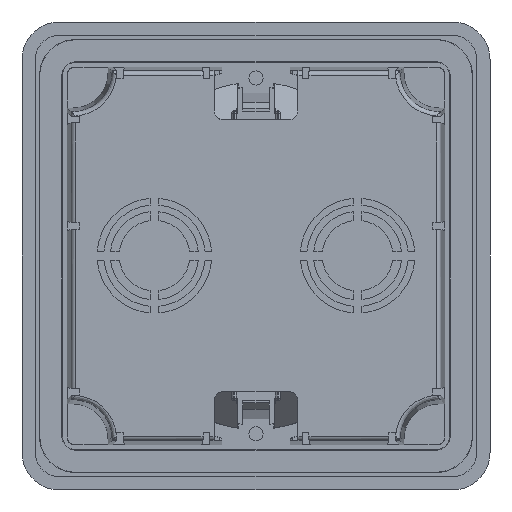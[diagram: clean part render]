
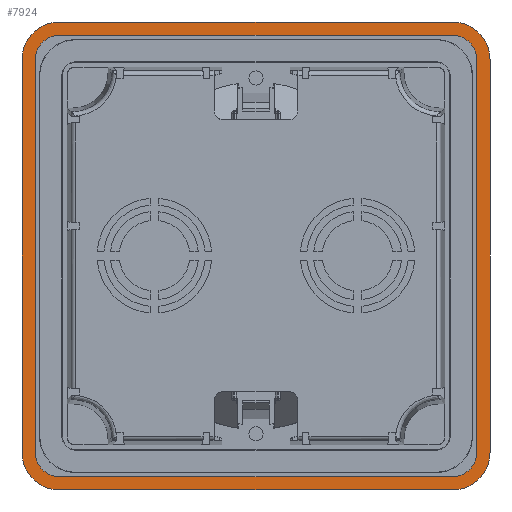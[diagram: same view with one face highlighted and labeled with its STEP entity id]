
A CAD part, top view. The second image highlights one B-rep face of the part: STEP entity #7924.
In plain terms, the highlighted planar face has unit normal (0, 0, 1).
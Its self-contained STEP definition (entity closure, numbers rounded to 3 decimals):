
#452 = EDGE_CURVE ( 'NONE', #8421, #2178, #5139, .T. ) ;
#709 = DIRECTION ( 'NONE',  ( 0., 0., -1. ) ) ;
#900 = ORIENTED_EDGE ( 'NONE', *, *, #452, .F. ) ;
#944 = ORIENTED_EDGE ( 'NONE', *, *, #16425, .T. ) ;
#1254 = EDGE_CURVE ( 'NONE', #2413, #1818, #5584, .T. ) ;
#1275 = VERTEX_POINT ( 'NONE', #14020 ) ;
#1315 = LINE ( 'NONE', #17892, #16790 ) ;
#1362 = VECTOR ( 'NONE', #10371, 1000. ) ;
#1642 = EDGE_CURVE ( 'NONE', #12795, #18297, #14206, .T. ) ;
#1744 = VECTOR ( 'NONE', #15259, 1000. ) ;
#1815 = CARTESIAN_POINT ( 'NONE',  ( 44.5, 50., 1.5 ) ) ;
#1818 = VERTEX_POINT ( 'NONE', #7316 ) ;
#1869 = ORIENTED_EDGE ( 'NONE', *, *, #8892, .T. ) ;
#1909 = LINE ( 'NONE', #5023, #14388 ) ;
#2150 = ORIENTED_EDGE ( 'NONE', *, *, #9080, .F. ) ;
#2178 = VERTEX_POINT ( 'NONE', #9378 ) ;
#2413 = VERTEX_POINT ( 'NONE', #10422 ) ;
#2449 = AXIS2_PLACEMENT_3D ( 'NONE', #19116, #8203, #20715 ) ;
#2672 = VERTEX_POINT ( 'NONE', #7007 ) ;
#2738 = VERTEX_POINT ( 'NONE', #3908 ) ;
#2860 = EDGE_CURVE ( 'NONE', #14494, #2738, #18012, .T. ) ;
#3226 = EDGE_CURVE ( 'NONE', #18548, #12714, #4722, .T. ) ;
#3763 = ORIENTED_EDGE ( 'NONE', *, *, #19926, .F. ) ;
#3768 = DIRECTION ( 'NONE',  ( 0., 1., 0. ) ) ;
#3859 = ORIENTED_EDGE ( 'NONE', *, *, #1642, .F. ) ;
#3908 = CARTESIAN_POINT ( 'NONE',  ( 50., 44.5, 1.5 ) ) ;
#4060 = DIRECTION ( 'NONE',  ( 1., 0., 0. ) ) ;
#4159 = AXIS2_PLACEMENT_3D ( 'NONE', #4579, #6287, #9562 ) ;
#4561 = DIRECTION ( 'NONE',  ( 1., 0., 0. ) ) ;
#4579 = CARTESIAN_POINT ( 'NONE',  ( 44.5, 44.5, 1.5 ) ) ;
#4627 = DIRECTION ( 'NONE',  ( 1., 0., 0. ) ) ;
#4721 = CARTESIAN_POINT ( 'NONE',  ( -44.5, -44.5, 1.5 ) ) ;
#4722 = CIRCLE ( 'NONE', #17688, 5.5 ) ;
#5023 = CARTESIAN_POINT ( 'NONE',  ( 50., 44.5, 1.5 ) ) ;
#5139 = LINE ( 'NONE', #18164, #1744 ) ;
#5174 = CIRCLE ( 'NONE', #19832, 8.5 ) ;
#5225 = CARTESIAN_POINT ( 'NONE',  ( -44.5, 44.5, 1.5 ) ) ;
#5337 = ORIENTED_EDGE ( 'NONE', *, *, #1254, .T. ) ;
#5371 = CARTESIAN_POINT ( 'NONE',  ( -44.5, -50., 1.5 ) ) ;
#5584 = LINE ( 'NONE', #5371, #1362 ) ;
#5886 = CIRCLE ( 'NONE', #2449, 5.5 ) ;
#6287 = DIRECTION ( 'NONE',  ( 0., 0., -1. ) ) ;
#6308 = LINE ( 'NONE', #12805, #20867 ) ;
#6326 = VERTEX_POINT ( 'NONE', #12502 ) ;
#6399 = FACE_OUTER_BOUND ( 'NONE', #16329, .T. ) ;
#6681 = CARTESIAN_POINT ( 'NONE',  ( -44.5, 50., 1.5 ) ) ;
#6942 = ORIENTED_EDGE ( 'NONE', *, *, #14787, .T. ) ;
#6990 = CARTESIAN_POINT ( 'NONE',  ( -44.5, 53., 1.5 ) ) ;
#7007 = CARTESIAN_POINT ( 'NONE',  ( -50., -44.5, 1.5 ) ) ;
#7264 = EDGE_CURVE ( 'NONE', #16779, #9571, #17133, .T. ) ;
#7310 = CARTESIAN_POINT ( 'NONE',  ( 44.5, -53., 1.5 ) ) ;
#7316 = CARTESIAN_POINT ( 'NONE',  ( -44.5, -50., 1.5 ) ) ;
#7419 = CARTESIAN_POINT ( 'NONE',  ( 44.5, 44.5, 1.5 ) ) ;
#7464 = CARTESIAN_POINT ( 'NONE',  ( -44.5, 53., 1.5 ) ) ;
#7739 = DIRECTION ( 'NONE',  ( 0., 0., -1. ) ) ;
#7924 = ADVANCED_FACE ( 'NONE', ( #19735, #6399 ), #9682, .T. ) ;
#8062 = ORIENTED_EDGE ( 'NONE', *, *, #19661, .T. ) ;
#8203 = DIRECTION ( 'NONE',  ( 0., 0., -1. ) ) ;
#8421 = VERTEX_POINT ( 'NONE', #7310 ) ;
#8516 = VECTOR ( 'NONE', #10667, 1000. ) ;
#8661 = EDGE_LOOP ( 'NONE', ( #1869, #8062, #10569, #944, #9696, #14825, #6942, #5337 ) ) ;
#8678 = ORIENTED_EDGE ( 'NONE', *, *, #16269, .F. ) ;
#8892 = EDGE_CURVE ( 'NONE', #1818, #2672, #9267, .T. ) ;
#9080 = EDGE_CURVE ( 'NONE', #18297, #1275, #13362, .T. ) ;
#9202 = CARTESIAN_POINT ( 'NONE',  ( -44.5, 44.5, 1.5 ) ) ;
#9222 = CARTESIAN_POINT ( 'NONE',  ( 44.5, -44.5, 1.5 ) ) ;
#9267 = CIRCLE ( 'NONE', #9931, 5.5 ) ;
#9310 = DIRECTION ( 'NONE',  ( 1., 0., 0. ) ) ;
#9378 = CARTESIAN_POINT ( 'NONE',  ( -44.5, -53., 1.5 ) ) ;
#9463 = CIRCLE ( 'NONE', #13922, 8.5 ) ;
#9562 = DIRECTION ( 'NONE',  ( 1., 0., 0. ) ) ;
#9571 = VERTEX_POINT ( 'NONE', #19906 ) ;
#9682 = PLANE ( 'NONE',  #19488 ) ;
#9696 = ORIENTED_EDGE ( 'NONE', *, *, #2860, .T. ) ;
#9806 = CARTESIAN_POINT ( 'NONE',  ( 53., 44.5, 1.5 ) ) ;
#9931 = AXIS2_PLACEMENT_3D ( 'NONE', #4721, #12732, #4627 ) ;
#10005 = EDGE_CURVE ( 'NONE', #2178, #16779, #9463, .T. ) ;
#10066 = CARTESIAN_POINT ( 'NONE',  ( 44.5, 53., 1.5 ) ) ;
#10371 = DIRECTION ( 'NONE',  ( -1., 0., 0. ) ) ;
#10422 = CARTESIAN_POINT ( 'NONE',  ( 44.5, -50., 1.5 ) ) ;
#10536 = VECTOR ( 'NONE', #13041, 1000. ) ;
#10569 = ORIENTED_EDGE ( 'NONE', *, *, #3226, .T. ) ;
#10618 = CIRCLE ( 'NONE', #18794, 8.5 ) ;
#10667 = DIRECTION ( 'NONE',  ( 1., 0., 0. ) ) ;
#11004 = CARTESIAN_POINT ( 'NONE',  ( -44.5, -44.5, 1.5 ) ) ;
#11337 = ORIENTED_EDGE ( 'NONE', *, *, #17733, .F. ) ;
#12502 = CARTESIAN_POINT ( 'NONE',  ( 50., -44.5, 1.5 ) ) ;
#12714 = VERTEX_POINT ( 'NONE', #6681 ) ;
#12732 = DIRECTION ( 'NONE',  ( 0., 0., -1. ) ) ;
#12795 = VERTEX_POINT ( 'NONE', #6990 ) ;
#12805 = CARTESIAN_POINT ( 'NONE',  ( -50., 44.5, 1.5 ) ) ;
#12899 = DIRECTION ( 'NONE',  ( 0., 0., 1. ) ) ;
#13041 = DIRECTION ( 'NONE',  ( 0., -1., 0. ) ) ;
#13362 = CIRCLE ( 'NONE', #4159, 8.5 ) ;
#13629 = EDGE_CURVE ( 'NONE', #2738, #6326, #1909, .T. ) ;
#13748 = DIRECTION ( 'NONE',  ( 1., 0., 0. ) ) ;
#13907 = AXIS2_PLACEMENT_3D ( 'NONE', #7419, #7739, #4561 ) ;
#13922 = AXIS2_PLACEMENT_3D ( 'NONE', #11004, #19007, #4060 ) ;
#14020 = CARTESIAN_POINT ( 'NONE',  ( 53., 44.5, 1.5 ) ) ;
#14145 = DIRECTION ( 'NONE',  ( 0., 0., -1. ) ) ;
#14206 = LINE ( 'NONE', #7464, #8516 ) ;
#14388 = VECTOR ( 'NONE', #19870, 1000. ) ;
#14425 = ORIENTED_EDGE ( 'NONE', *, *, #7264, .F. ) ;
#14494 = VERTEX_POINT ( 'NONE', #1815 ) ;
#14787 = EDGE_CURVE ( 'NONE', #6326, #2413, #5886, .T. ) ;
#14825 = ORIENTED_EDGE ( 'NONE', *, *, #13629, .T. ) ;
#14859 = LINE ( 'NONE', #9806, #10536 ) ;
#15259 = DIRECTION ( 'NONE',  ( -1., 0., 0. ) ) ;
#15421 = CARTESIAN_POINT ( 'NONE',  ( 53., -44.5, 1.5 ) ) ;
#16139 = DIRECTION ( 'NONE',  ( 0., 1., 0. ) ) ;
#16269 = EDGE_CURVE ( 'NONE', #17467, #8421, #10618, .T. ) ;
#16329 = EDGE_LOOP ( 'NONE', ( #2150, #3859, #3763, #14425, #19573, #900, #8678, #11337 ) ) ;
#16367 = CARTESIAN_POINT ( 'NONE',  ( -53., -44.5, 1.5 ) ) ;
#16425 = EDGE_CURVE ( 'NONE', #12714, #14494, #1315, .T. ) ;
#16779 = VERTEX_POINT ( 'NONE', #16367 ) ;
#16790 = VECTOR ( 'NONE', #19274, 1000. ) ;
#16937 = DIRECTION ( 'NONE',  ( 1., 0., 0. ) ) ;
#16966 = CARTESIAN_POINT ( 'NONE',  ( -44.5, 44.5, 1.5 ) ) ;
#17133 = LINE ( 'NONE', #18502, #17704 ) ;
#17467 = VERTEX_POINT ( 'NONE', #15421 ) ;
#17688 = AXIS2_PLACEMENT_3D ( 'NONE', #9202, #14145, #9310 ) ;
#17704 = VECTOR ( 'NONE', #3768, 1000. ) ;
#17733 = EDGE_CURVE ( 'NONE', #1275, #17467, #14859, .T. ) ;
#17892 = CARTESIAN_POINT ( 'NONE',  ( -44.5, 50., 1.5 ) ) ;
#18012 = CIRCLE ( 'NONE', #13907, 5.5 ) ;
#18164 = CARTESIAN_POINT ( 'NONE',  ( -44.5, -53., 1.5 ) ) ;
#18297 = VERTEX_POINT ( 'NONE', #10066 ) ;
#18502 = CARTESIAN_POINT ( 'NONE',  ( -53., 44.5, 1.5 ) ) ;
#18548 = VERTEX_POINT ( 'NONE', #20720 ) ;
#18794 = AXIS2_PLACEMENT_3D ( 'NONE', #9222, #18953, #16937 ) ;
#18953 = DIRECTION ( 'NONE',  ( 0., 0., -1. ) ) ;
#19007 = DIRECTION ( 'NONE',  ( 0., 0., -1. ) ) ;
#19116 = CARTESIAN_POINT ( 'NONE',  ( 44.5, -44.5, 1.5 ) ) ;
#19274 = DIRECTION ( 'NONE',  ( 1., 0., 0. ) ) ;
#19488 = AXIS2_PLACEMENT_3D ( 'NONE', #5225, #12899, #21135 ) ;
#19573 = ORIENTED_EDGE ( 'NONE', *, *, #10005, .F. ) ;
#19661 = EDGE_CURVE ( 'NONE', #2672, #18548, #6308, .T. ) ;
#19735 = FACE_BOUND ( 'NONE', #8661, .T. ) ;
#19832 = AXIS2_PLACEMENT_3D ( 'NONE', #16966, #709, #13748 ) ;
#19870 = DIRECTION ( 'NONE',  ( 0., -1., 0. ) ) ;
#19906 = CARTESIAN_POINT ( 'NONE',  ( -53., 44.5, 1.5 ) ) ;
#19926 = EDGE_CURVE ( 'NONE', #9571, #12795, #5174, .T. ) ;
#20715 = DIRECTION ( 'NONE',  ( 1., 0., 0. ) ) ;
#20720 = CARTESIAN_POINT ( 'NONE',  ( -50., 44.5, 1.5 ) ) ;
#20867 = VECTOR ( 'NONE', #16139, 1000. ) ;
#21135 = DIRECTION ( 'NONE',  ( 1., 0., 0. ) ) ;
